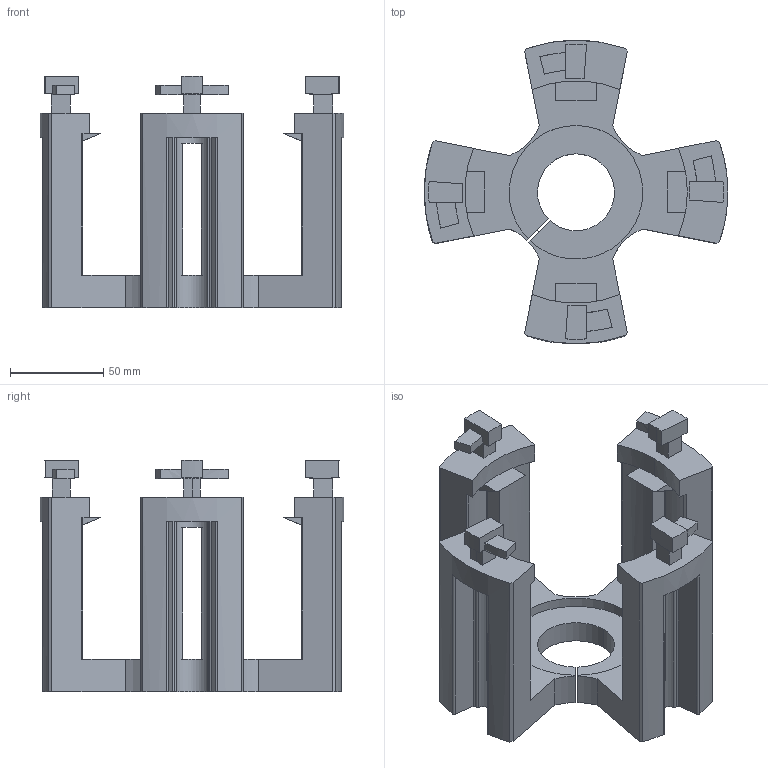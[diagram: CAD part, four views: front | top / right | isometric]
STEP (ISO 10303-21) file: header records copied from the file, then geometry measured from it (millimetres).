
FILE_DESCRIPTION (( 'STEP AP214' ), '1' );
FILE_NAME ('gauder_outer_case.STEP', '2025-03-26T23:42:32', ( '' ), ( '' ), 'SwSTEP 2.0', 'SolidWorks 2024', '' );
FILE_SCHEMA (( 'AUTOMOTIVE_DESIGN' ));
Length unit declared in the file: millimetre
Products named in the file (1): gauder_outer_case
Bounding box: 162.86 x 162.86 x 124.03 mm (x, y, z)
Volume: 407872.9 mm3; surface area: 99481.4 mm2
Topology: 1 solids, 1 shells, 221 faces, 646 edges, 426 vertices
Faces by surface type: plane 121, cylinder 100
Entity records: 7442 total; most frequent: DIRECTION 1340, CARTESIAN_POINT 1309, ORIENTED_EDGE 1292, EDGE_CURVE 646, AXIS2_PLACEMENT_3D 477, VERTEX_POINT 426, LINE 386, VECTOR 386
